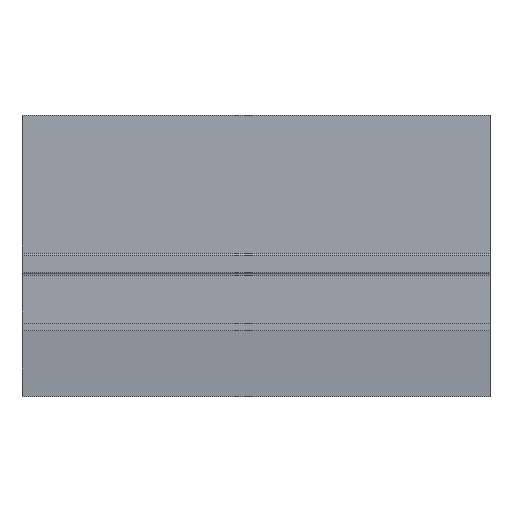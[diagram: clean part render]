
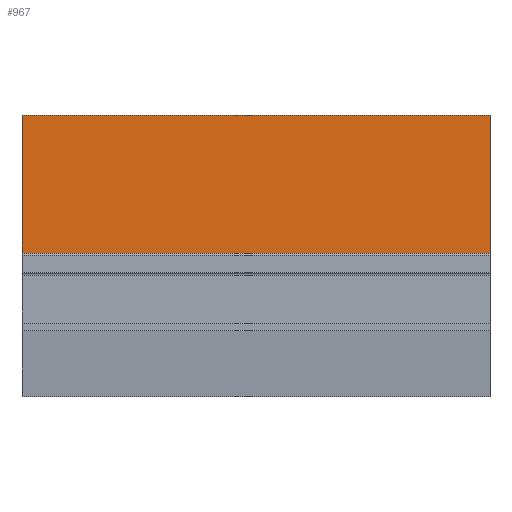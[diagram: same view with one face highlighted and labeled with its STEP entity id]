
A CAD part, top view. The second image highlights one B-rep face of the part: STEP entity #967.
In plain terms, the highlighted planar face has unit normal (0, 0, 1).
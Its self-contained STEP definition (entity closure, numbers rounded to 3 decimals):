
#954=AXIS2_PLACEMENT_3D('Plane Axis2P3D',#951,#952,#953) ;
#102=CARTESIAN_POINT('Vertex',(20.,12.,12.25)) ;
#105=CARTESIAN_POINT('Line Origine',(20.,9.06,12.25)) ;
#109=CARTESIAN_POINT('Vertex',(20.,6.12,12.25)) ;
#583=CARTESIAN_POINT('Vertex',(0.,6.12,12.25)) ;
#586=CARTESIAN_POINT('Line Origine',(0.,9.06,12.25)) ;
#590=CARTESIAN_POINT('Vertex',(0.,12.,12.25)) ;
#938=CARTESIAN_POINT('Line Origine',(10.,12.,12.25)) ;
#951=CARTESIAN_POINT('Axis2P3D Location',(0.,3.12,12.25)) ;
#956=CARTESIAN_POINT('Line Origine',(10.,6.12,12.25)) ;
#106=DIRECTION('Vector Direction',(0.,1.,0.)) ;
#587=DIRECTION('Vector Direction',(0.,1.,0.)) ;
#939=DIRECTION('Vector Direction',(1.,0.,0.)) ;
#952=DIRECTION('Axis2P3D Direction',(0.,0.,-1.)) ;
#953=DIRECTION('Axis2P3D XDirection',(0.,1.,0.)) ;
#957=DIRECTION('Vector Direction',(-1.,0.,0.)) ;
#107=VECTOR('Line Direction',#106,1.) ;
#588=VECTOR('Line Direction',#587,1.) ;
#940=VECTOR('Line Direction',#939,1.) ;
#958=VECTOR('Line Direction',#957,1.) ;
#962=ORIENTED_EDGE('',*,*,#111,.T.) ;
#963=ORIENTED_EDGE('',*,*,#942,.F.) ;
#964=ORIENTED_EDGE('',*,*,#592,.F.) ;
#965=ORIENTED_EDGE('',*,*,#960,.T.) ;
#967=ADVANCED_FACE('Housing',(#966),#955,.F.) ;
#111=EDGE_CURVE('',#110,#103,#108,.T.) ;
#592=EDGE_CURVE('',#584,#591,#589,.T.) ;
#942=EDGE_CURVE('',#591,#103,#941,.T.) ;
#960=EDGE_CURVE('',#584,#110,#959,.F.) ;
#961=EDGE_LOOP('',(#962,#963,#964,#965)) ;
#966=FACE_OUTER_BOUND('',#961,.T.) ;
#108=LINE('Line',#105,#107) ;
#589=LINE('Line',#586,#588) ;
#941=LINE('Line',#938,#940) ;
#959=LINE('Line',#956,#958) ;
#955=PLANE('',#954) ;
#103=VERTEX_POINT('',#102) ;
#110=VERTEX_POINT('',#109) ;
#584=VERTEX_POINT('',#583) ;
#591=VERTEX_POINT('',#590) ;
